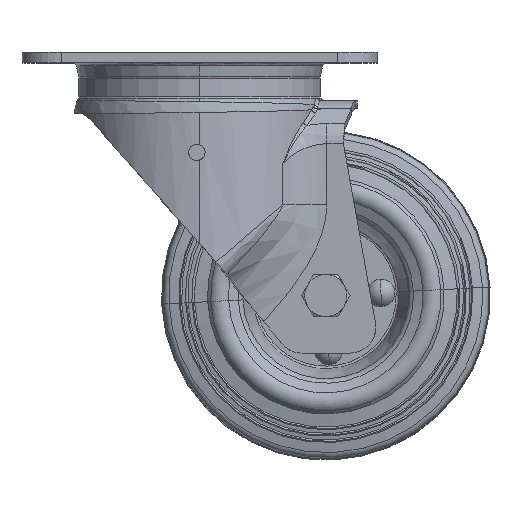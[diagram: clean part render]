
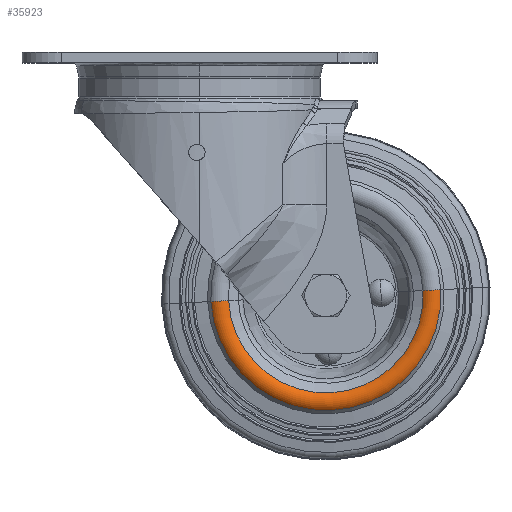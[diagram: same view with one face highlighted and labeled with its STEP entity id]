
A CAD part, top view. The second image highlights one B-rep face of the part: STEP entity #35923.
In plain terms, the highlighted toroidal (fillet/blend) face has major radius 40.354 mm and minor radius 4.5 mm.
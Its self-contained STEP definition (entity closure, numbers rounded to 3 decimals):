
#1076 = EDGE_CURVE ( 'NONE', #17416, #24645, #35668, .T. ) ;
#1765 = CIRCLE ( 'NONE', #4381, 4.5 ) ;
#1781 = AXIS2_PLACEMENT_3D ( 'NONE', #41814, #18166, #12073 ) ;
#2665 = CARTESIAN_POINT ( 'NONE',  ( 11.049, -94.411, 17.5 ) ) ;
#2852 = AXIS2_PLACEMENT_3D ( 'NONE', #16729, #40420, #20143 ) ;
#3203 = DIRECTION ( 'NONE',  ( -0.999, -0.052, 0. ) ) ;
#4381 = AXIS2_PLACEMENT_3D ( 'NONE', #34863, #14575, #38268 ) ;
#5803 = CARTESIAN_POINT ( 'NONE',  ( 4.293, -94.76, 17.435 ) ) ;
#9006 = AXIS2_PLACEMENT_3D ( 'NONE', #23652, #37277, #17000 ) ;
#11162 = VERTEX_POINT ( 'NONE', #5803 ) ;
#11249 = EDGE_CURVE ( 'NONE', #17416, #11162, #1765, .T. ) ;
#12073 = DIRECTION ( 'NONE',  ( 0.999, 0.052, 0. ) ) ;
#14575 = DIRECTION ( 'NONE',  ( 0.052, -0.999, 0. ) ) ;
#15738 = ORIENTED_EDGE ( 'NONE', *, *, #11249, .T. ) ;
#16729 = CARTESIAN_POINT ( 'NONE',  ( 48., -92.5, 17.435 ) ) ;
#17000 = DIRECTION ( 'NONE',  ( 0.999, 0.052, 0. ) ) ;
#17416 = VERTEX_POINT ( 'NONE', #2665 ) ;
#18166 = DIRECTION ( 'NONE',  ( 0., 0., 1. ) ) ;
#18538 = AXIS2_PLACEMENT_3D ( 'NONE', #43656, #23405, #3203 ) ;
#20129 = ORIENTED_EDGE ( 'NONE', *, *, #27170, .F. ) ;
#20143 = DIRECTION ( 'NONE',  ( 0.999, 0.052, 0. ) ) ;
#23405 = DIRECTION ( 'NONE',  ( -0.052, 0.999, 0. ) ) ;
#23652 = CARTESIAN_POINT ( 'NONE',  ( 48., -92.5, 14.5 ) ) ;
#23722 = EDGE_CURVE ( 'NONE', #11162, #28605, #26139, .T. ) ;
#24645 = VERTEX_POINT ( 'NONE', #38246 ) ;
#25952 = FACE_OUTER_BOUND ( 'NONE', #40665, .T. ) ;
#25954 = ORIENTED_EDGE ( 'NONE', *, *, #23722, .T. ) ;
#26139 = CIRCLE ( 'NONE', #2852, 43.765 ) ;
#27170 = EDGE_CURVE ( 'NONE', #24645, #28605, #34107, .T. ) ;
#28605 = VERTEX_POINT ( 'NONE', #36065 ) ;
#29023 = ORIENTED_EDGE ( 'NONE', *, *, #1076, .F. ) ;
#34107 = CIRCLE ( 'NONE', #18538, 4.5 ) ;
#34863 = CARTESIAN_POINT ( 'NONE',  ( 7.7, -94.584, 14.5 ) ) ;
#35668 = CIRCLE ( 'NONE', #1781, 37. ) ;
#35923 = ADVANCED_FACE ( 'NONE', ( #25952 ), #39708, .T. ) ;
#36065 = CARTESIAN_POINT ( 'NONE',  ( 91.707, -90.24, 17.435 ) ) ;
#37277 = DIRECTION ( 'NONE',  ( 0., 0., -1. ) ) ;
#38246 = CARTESIAN_POINT ( 'NONE',  ( 84.951, -90.589, 17.5 ) ) ;
#38268 = DIRECTION ( 'NONE',  ( 0.999, 0.052, 0. ) ) ;
#39708 = TOROIDAL_SURFACE ( 'NONE', #9006, 40.354, 4.5 ) ;
#40420 = DIRECTION ( 'NONE',  ( 0., 0., 1. ) ) ;
#40665 = EDGE_LOOP ( 'NONE', ( #29023, #15738, #25954, #20129 ) ) ;
#41814 = CARTESIAN_POINT ( 'NONE',  ( 48., -92.5, 17.5 ) ) ;
#43656 = CARTESIAN_POINT ( 'NONE',  ( 88.3, -90.416, 14.5 ) ) ;
